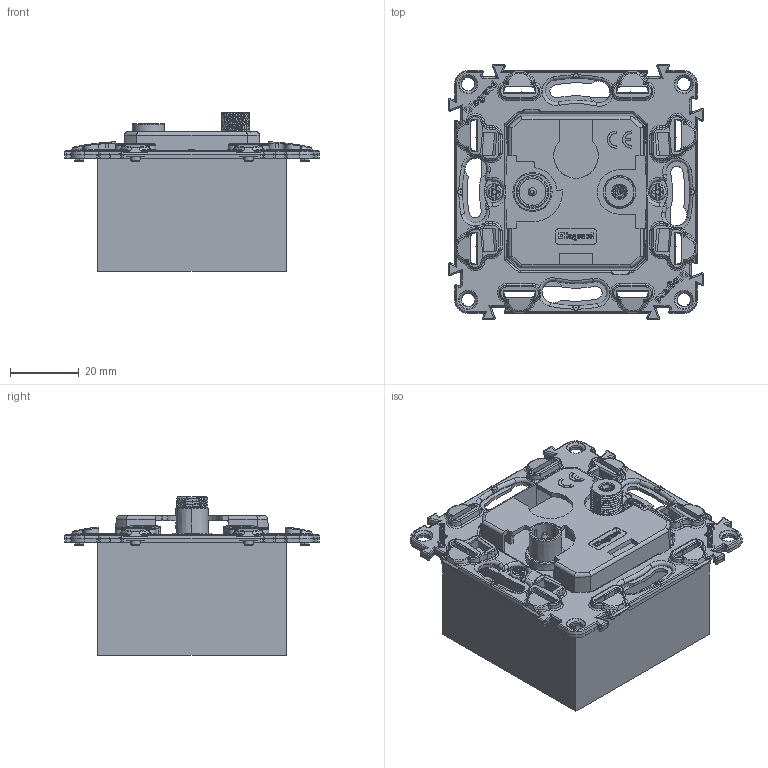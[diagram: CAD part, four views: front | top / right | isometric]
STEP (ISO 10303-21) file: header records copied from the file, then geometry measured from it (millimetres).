
FILE_DESCRIPTION(('CATIA V5 STEP Exchange','CAx-IF Rec.Pracs.--- Model Styling and Organization---1.4--- 2014-01-23'),'2;1');
FILE_NAME('753059_AllCATPart.stp','2020-02-13T10:37:42+00:00',('none'),('none'),'CATIA Version 5-6 Release 2017 SP3','CATIA V5 STEP AP214','none');
FILE_SCHEMA(('AUTOMOTIVE_DESIGN { 1 0 10303 214 1 1 1 1 }'));
Products named in the file (1): 753059_AllCATPart
Bounding box: 74.6 x 74.6 x 46.25 mm (x, y, z)
Volume: 109380.3 mm3; surface area: 27174.4 mm2
Topology: 1 solids, 3 shells, 8222 faces, 23700 edges, 15487 vertices
Faces by surface type: plane 6812, cylinder 556, bspline 388, cone 233, torus 181, sphere 36, extrusion 16
Entity records: 293541 total; most frequent: CARTESIAN_POINT 80629, ORIENTED_EDGE 47264, DIRECTION 34948, EDGE_CURVE 23632, VECTOR 19573, LINE 19557, VERTEX_POINT 15487, EDGE_LOOP 8397
